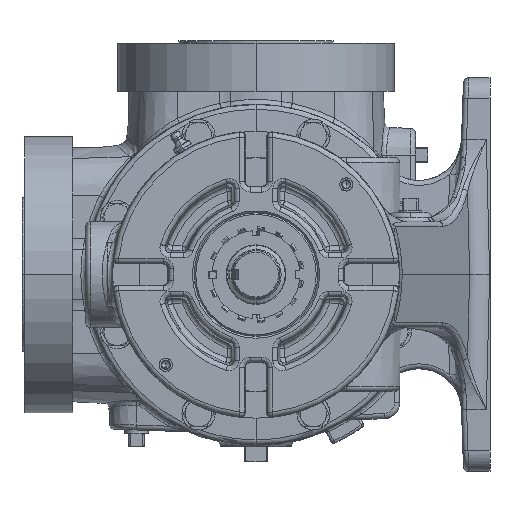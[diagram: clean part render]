
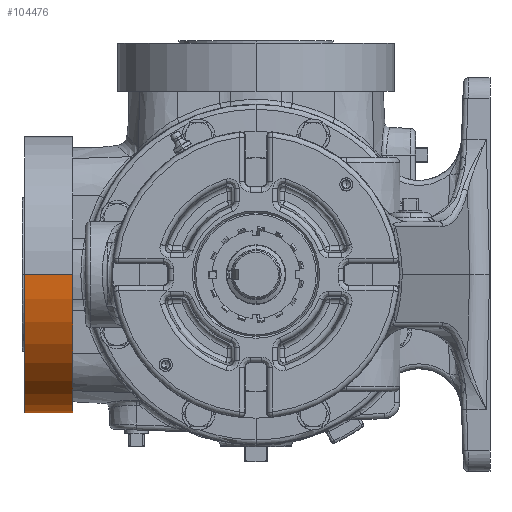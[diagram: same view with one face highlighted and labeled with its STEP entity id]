
A CAD part, left-side view. The second image highlights one B-rep face of the part: STEP entity #104476.
In plain terms, the highlighted cylindrical face has radius 82.55 mm (diameter 165.1 mm), a partial arc.
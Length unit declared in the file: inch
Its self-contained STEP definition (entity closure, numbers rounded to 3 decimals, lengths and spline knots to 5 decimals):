
#9927 = DIRECTION ( 'NONE',  ( -1., 0., 0. ) ) ;
#12155 = DIRECTION ( 'NONE',  ( 0., -1., 0. ) ) ;
#13914 = AXIS2_PLACEMENT_3D ( 'NONE', #58567, #56429, #25657 ) ;
#14680 = CARTESIAN_POINT ( 'NONE',  ( 6.03, 4.31, 0. ) ) ;
#17631 = EDGE_CURVE ( 'NONE', #101018, #213735, #125939, .T. ) ;
#19636 = CARTESIAN_POINT ( 'NONE',  ( 6.03, 5.44, 0. ) ) ;
#19979 = FACE_OUTER_BOUND ( 'NONE', #139295, .T. ) ;
#25657 = DIRECTION ( 'NONE',  ( -1., 0., 0. ) ) ;
#29728 = VECTOR ( 'NONE', #175819, 39.37008 ) ;
#52009 = VECTOR ( 'NONE', #214825, 39.37008 ) ;
#56429 = DIRECTION ( 'NONE',  ( 0., -1., 0. ) ) ;
#58567 = CARTESIAN_POINT ( 'NONE',  ( 2.78, 4.31, 0. ) ) ;
#58574 = ORIENTED_EDGE ( 'NONE', *, *, #190390, .F. ) ;
#60216 = CARTESIAN_POINT ( 'NONE',  ( -0.47, 4.31, 0. ) ) ;
#61402 = ORIENTED_EDGE ( 'NONE', *, *, #120153, .T. ) ;
#74550 = EDGE_CURVE ( 'NONE', #79979, #188677, #185491, .T. ) ;
#79979 = VERTEX_POINT ( 'NONE', #60216 ) ;
#93359 = CARTESIAN_POINT ( 'NONE',  ( 2.78, 5.44, 0. ) ) ;
#101018 = VERTEX_POINT ( 'NONE', #129669 ) ;
#104476 = ADVANCED_FACE ( 'NONE', ( #19979 ), #171185, .T. ) ;
#107730 = DIRECTION ( 'NONE',  ( -1., 0., 0. ) ) ;
#112993 = CARTESIAN_POINT ( 'NONE',  ( 6.03, 3.8174, 0. ) ) ;
#120153 = EDGE_CURVE ( 'NONE', #213735, #188677, #213760, .T. ) ;
#121146 = ORIENTED_EDGE ( 'NONE', *, *, #17631, .T. ) ;
#125939 = CIRCLE ( 'NONE', #192442, 3.25 ) ;
#127411 = CARTESIAN_POINT ( 'NONE',  ( 2.78, 3.8174, 0. ) ) ;
#129669 = CARTESIAN_POINT ( 'NONE',  ( -0.47, 5.44, 0. ) ) ;
#139295 = EDGE_LOOP ( 'NONE', ( #121146, #61402, #149638, #58574 ) ) ;
#149638 = ORIENTED_EDGE ( 'NONE', *, *, #74550, .F. ) ;
#157191 = LINE ( 'NONE', #208766, #29728 ) ;
#171185 = CYLINDRICAL_SURFACE ( 'NONE', #187900, 3.25 ) ;
#175819 = DIRECTION ( 'NONE',  ( 0., -1., 0. ) ) ;
#177712 = DIRECTION ( 'NONE',  ( 0., -1., 0. ) ) ;
#185491 = CIRCLE ( 'NONE', #13914, 3.25 ) ;
#187900 = AXIS2_PLACEMENT_3D ( 'NONE', #127411, #12155, #107730 ) ;
#188677 = VERTEX_POINT ( 'NONE', #14680 ) ;
#190390 = EDGE_CURVE ( 'NONE', #101018, #79979, #157191, .T. ) ;
#192442 = AXIS2_PLACEMENT_3D ( 'NONE', #93359, #177712, #9927 ) ;
#208766 = CARTESIAN_POINT ( 'NONE',  ( -0.47, 3.8174, 0. ) ) ;
#213735 = VERTEX_POINT ( 'NONE', #19636 ) ;
#213760 = LINE ( 'NONE', #112993, #52009 ) ;
#214825 = DIRECTION ( 'NONE',  ( 0., -1., 0. ) ) ;
